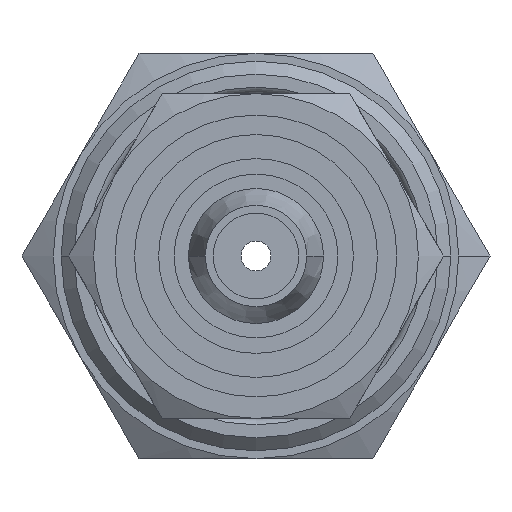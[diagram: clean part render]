
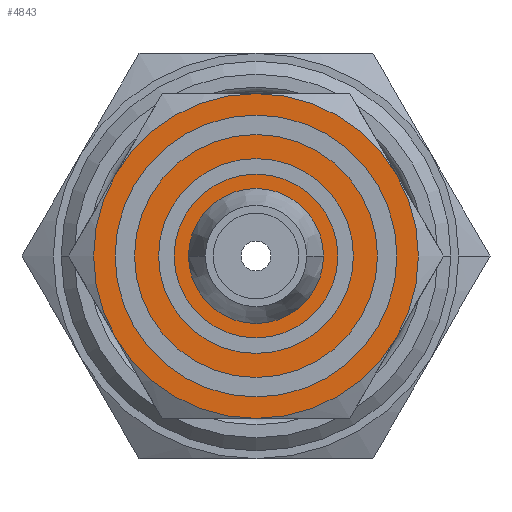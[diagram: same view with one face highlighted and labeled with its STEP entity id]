
A CAD part, left-side view. The second image highlights one B-rep face of the part: STEP entity #4843.
In plain terms, the highlighted planar face has unit normal (-1, 0, 0).
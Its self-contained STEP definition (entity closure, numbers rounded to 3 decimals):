
#4406=CARTESIAN_POINT('',(-1.524,2.75,1.587));
#4431=CARTESIAN_POINT('',(-1.524,0.,
3.175));
#4456=CARTESIAN_POINT('',(-1.524,-2.75,
1.588));
#4481=CARTESIAN_POINT('',(-1.524,-2.75,
-1.587));
#4506=CARTESIAN_POINT('',(-1.524,0.,
-3.175));
#4531=CARTESIAN_POINT('',(-1.524,2.75,
-1.588));
#4568=CARTESIAN_POINT('',(-1.524,0.,0.));
#4569=DIRECTION('',(-1.,0.,0.));
#4570=DIRECTION('',(0.,1.,0.));
#4571=AXIS2_PLACEMENT_3D('',#4568,#4569,#4570);
#4573=CARTESIAN_POINT('',(-1.524,0.,0.));
#4574=DIRECTION('',(-1.,0.,0.));
#4575=DIRECTION('',(0.,-1.,0.));
#4576=AXIS2_PLACEMENT_3D('',#4573,#4574,#4575);
#4578=CARTESIAN_POINT('',(-1.524,0.,0.));
#4579=DIRECTION('',(1.,0.,0.));
#4580=DIRECTION('',(0.,0.866,0.5));
#4581=AXIS2_PLACEMENT_3D('',#4578,#4579,#4580);
#4583=CARTESIAN_POINT('',(-1.524,0.,0.));
#4584=DIRECTION('',(1.,0.,0.));
#4585=DIRECTION('',(0.,0.,1.));
#4586=AXIS2_PLACEMENT_3D('',#4583,#4584,#4585);
#4588=CARTESIAN_POINT('',(-1.524,0.,0.));
#4589=DIRECTION('',(1.,0.,0.));
#4590=DIRECTION('',(0.,-0.866,-0.5));
#4591=AXIS2_PLACEMENT_3D('',#4588,#4589,#4590);
#4593=CARTESIAN_POINT('',(-1.524,0.,0.));
#4594=DIRECTION('',(1.,0.,0.));
#4595=DIRECTION('',(0.,0.,-1.));
#4596=AXIS2_PLACEMENT_3D('',#4593,#4594,#4595);
#4598=CARTESIAN_POINT('',(-1.524,0.,0.));
#4599=DIRECTION('',(-1.,0.,0.));
#4600=DIRECTION('',(0.,-0.866,-0.5));
#4601=AXIS2_PLACEMENT_3D('',#4598,#4599,#4600);
#4603=CARTESIAN_POINT('',(-1.524,0.,0.));
#4604=DIRECTION('',(-1.,0.,0.));
#4605=DIRECTION('',(0.,0.866,0.5));
#4606=AXIS2_PLACEMENT_3D('',#4603,#4604,#4605);
#4646=CARTESIAN_POINT('',(-1.524,1.219,0.));
#4647=CARTESIAN_POINT('',(-1.524,-1.219,0.));
#4648=VERTEX_POINT('',#4646);
#4649=VERTEX_POINT('',#4647);
#4651=VERTEX_POINT('',#4406);
#4653=VERTEX_POINT('',#4431);
#4655=VERTEX_POINT('',#4456);
#4657=VERTEX_POINT('',#4481);
#4659=VERTEX_POINT('',#4506);
#4661=VERTEX_POINT('',#4531);
#4818=CARTESIAN_POINT('',(-1.524,0.,0.));
#4819=DIRECTION('',(-1.,0.,0.));
#4820=DIRECTION('',(0.,1.,0.));
#4821=AXIS2_PLACEMENT_3D('',#4818,#4819,#4820);
#4822=PLANE('',#4821);
#4824=ORIENTED_EDGE('',*,*,#4823,.F.);
#4826=ORIENTED_EDGE('',*,*,#4825,.T.);
#4828=ORIENTED_EDGE('',*,*,#4827,.T.);
#4830=ORIENTED_EDGE('',*,*,#4829,.F.);
#4832=ORIENTED_EDGE('',*,*,#4831,.T.);
#4834=ORIENTED_EDGE('',*,*,#4833,.T.);
#4835=EDGE_LOOP('',(#4824,#4826,#4828,#4830,#4832,#4834));
#4836=FACE_OUTER_BOUND('',#4835,.F.);
#4838=ORIENTED_EDGE('',*,*,#4837,.T.);
#4840=ORIENTED_EDGE('',*,*,#4839,.T.);
#4841=EDGE_LOOP('',(#4838,#4840));
#4842=FACE_BOUND('',#4841,.F.);
#4572=CIRCLE('',#4571,1.219);
#4577=CIRCLE('',#4576,1.219);
#4582=CIRCLE('',#4581,3.175);
#4587=CIRCLE('',#4586,3.175);
#4592=CIRCLE('',#4591,3.175);
#4597=CIRCLE('',#4596,3.175);
#4602=CIRCLE('',#4601,3.175);
#4607=CIRCLE('',#4606,3.175);
#4823=EDGE_CURVE('',#4651,#4661,#4607,.T.);
#4825=EDGE_CURVE('',#4651,#4653,#4582,.T.);
#4827=EDGE_CURVE('',#4653,#4655,#4587,.T.);
#4829=EDGE_CURVE('',#4657,#4655,#4602,.T.);
#4831=EDGE_CURVE('',#4657,#4659,#4592,.T.);
#4833=EDGE_CURVE('',#4659,#4661,#4597,.T.);
#4837=EDGE_CURVE('',#4648,#4649,#4572,.T.);
#4839=EDGE_CURVE('',#4649,#4648,#4577,.T.);
#4843=ADVANCED_FACE('',(#4836,#4842),#4822,.T.);
